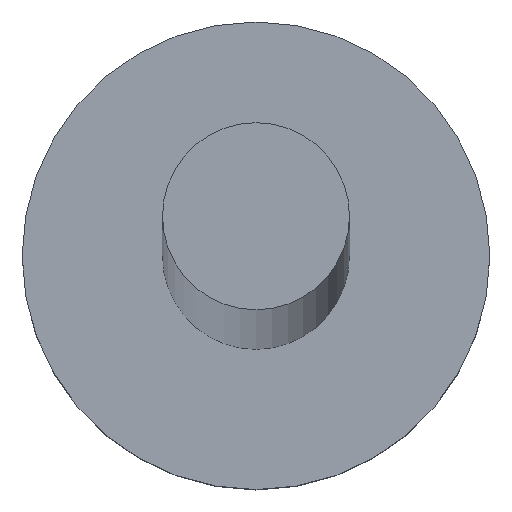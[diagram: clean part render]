
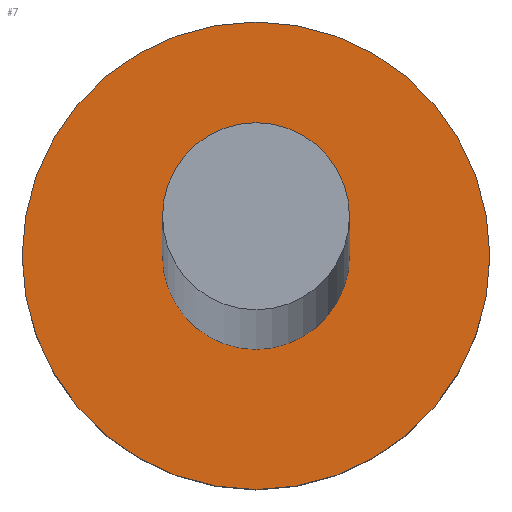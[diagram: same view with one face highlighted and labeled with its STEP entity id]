
A CAD part, top view. The second image highlights one B-rep face of the part: STEP entity #7.
In plain terms, the highlighted planar face has unit normal (0, 0, 1).
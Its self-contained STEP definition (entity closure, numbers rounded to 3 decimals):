
#6 = ORIENTED_EDGE ( 'NONE', *, *, #219, .T. ) ;
#7 = ADVANCED_FACE ( 'NONE', ( #143, #123 ), #77, .T. ) ;
#11 = CARTESIAN_POINT ( 'NONE',  ( -1.25, 0., 1.2 ) ) ;
#14 = AXIS2_PLACEMENT_3D ( 'NONE', #205, #146, #48 ) ;
#23 = VERTEX_POINT ( 'NONE', #141 ) ;
#34 = VERTEX_POINT ( 'NONE', #81 ) ;
#41 = CARTESIAN_POINT ( 'NONE',  ( 0., 0., 1.2 ) ) ;
#48 = DIRECTION ( 'NONE',  ( 1., 0., 0. ) ) ;
#50 = EDGE_CURVE ( 'NONE', #23, #100, #126, .T. ) ;
#58 = DIRECTION ( 'NONE',  ( 1., 0., 0. ) ) ;
#76 = CARTESIAN_POINT ( 'NONE',  ( 0.5, 0., 1.2 ) ) ;
#77 = PLANE ( 'NONE',  #216 ) ;
#81 = CARTESIAN_POINT ( 'NONE',  ( 1.25, 0., 1.2 ) ) ;
#83 = CIRCLE ( 'NONE', #14, 0.5 ) ;
#87 = CARTESIAN_POINT ( 'NONE',  ( 0., 0., 1.2 ) ) ;
#94 = AXIS2_PLACEMENT_3D ( 'NONE', #87, #183, #243 ) ;
#95 = DIRECTION ( 'NONE',  ( 0., 0., 1. ) ) ;
#97 = DIRECTION ( 'NONE',  ( 0., 0., 1. ) ) ;
#100 = VERTEX_POINT ( 'NONE', #76 ) ;
#107 = CIRCLE ( 'NONE', #118, 1.25 ) ;
#109 = EDGE_CURVE ( 'NONE', #34, #178, #107, .T. ) ;
#118 = AXIS2_PLACEMENT_3D ( 'NONE', #158, #237, #58 ) ;
#119 = EDGE_CURVE ( 'NONE', #100, #23, #83, .T. ) ;
#120 = DIRECTION ( 'NONE',  ( 1., 0., 0. ) ) ;
#123 = FACE_OUTER_BOUND ( 'NONE', #195, .T. ) ;
#126 = CIRCLE ( 'NONE', #208, 0.5 ) ;
#139 = EDGE_LOOP ( 'NONE', ( #239, #220 ) ) ;
#141 = CARTESIAN_POINT ( 'NONE',  ( -0.5, 0., 1.2 ) ) ;
#143 = FACE_BOUND ( 'NONE', #139, .T. ) ;
#146 = DIRECTION ( 'NONE',  ( 0., 0., 1. ) ) ;
#155 = CIRCLE ( 'NONE', #94, 1.25 ) ;
#158 = CARTESIAN_POINT ( 'NONE',  ( 0., 0., 1.2 ) ) ;
#178 = VERTEX_POINT ( 'NONE', #11 ) ;
#183 = DIRECTION ( 'NONE',  ( 0., 0., 1. ) ) ;
#195 = EDGE_LOOP ( 'NONE', ( #6, #249 ) ) ;
#202 = DIRECTION ( 'NONE',  ( 1., 0., 0. ) ) ;
#205 = CARTESIAN_POINT ( 'NONE',  ( 0., 0., 1.2 ) ) ;
#208 = AXIS2_PLACEMENT_3D ( 'NONE', #41, #95, #202 ) ;
#216 = AXIS2_PLACEMENT_3D ( 'NONE', #221, #97, #120 ) ;
#219 = EDGE_CURVE ( 'NONE', #178, #34, #155, .T. ) ;
#220 = ORIENTED_EDGE ( 'NONE', *, *, #119, .F. ) ;
#221 = CARTESIAN_POINT ( 'NONE',  ( 0., 0., 1.2 ) ) ;
#237 = DIRECTION ( 'NONE',  ( 0., 0., 1. ) ) ;
#239 = ORIENTED_EDGE ( 'NONE', *, *, #50, .F. ) ;
#243 = DIRECTION ( 'NONE',  ( 1., 0., 0. ) ) ;
#249 = ORIENTED_EDGE ( 'NONE', *, *, #109, .T. ) ;
